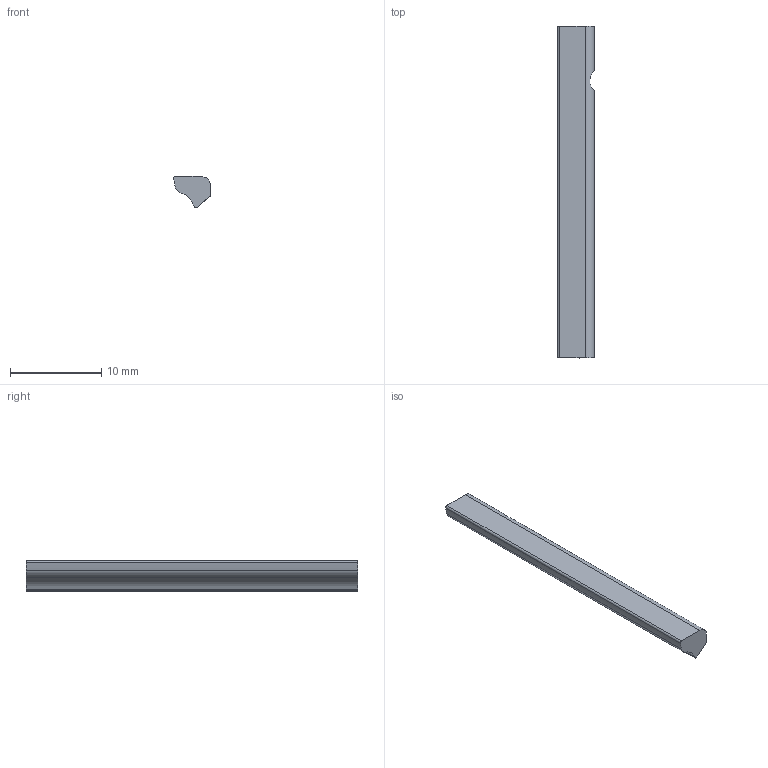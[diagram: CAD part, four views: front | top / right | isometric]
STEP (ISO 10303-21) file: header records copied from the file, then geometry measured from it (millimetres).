
FILE_DESCRIPTION(('STEP AP214'),'1');
FILE_NAME('Stempel.stp','2022-02-22T09:51:51',(' '),(' '),'Spatial InterOp 3D',' ',' ');
FILE_SCHEMA(('AUTOMOTIVE_DESIGN { 1 0 10303 214 1 1 1 1 }'));
Length unit declared in the file: metre
Products named in the file (1): 1511331306
Bounding box: 4.05 x 36.4 x 3.4 mm (x, y, z)
Volume: 337.5 mm3; surface area: 462.5 mm2
Topology: 1 solids, 1 shells, 17 faces, 45 edges, 30 vertices
Faces by surface type: cylinder 11, plane 6
Entity records: 1134 total; most frequent: CARTESIAN_POINT 309, DIRECTION 97, ORIENTED_EDGE 90, STYLED_ITEM 63, PRESENTATION_STYLE_ASSIGNMENT 63, COLOUR_RGB 63, EDGE_CURVE 45, CURVE_STYLE 45
